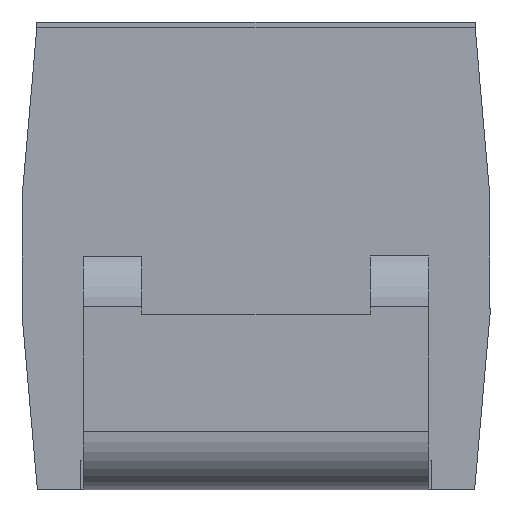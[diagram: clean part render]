
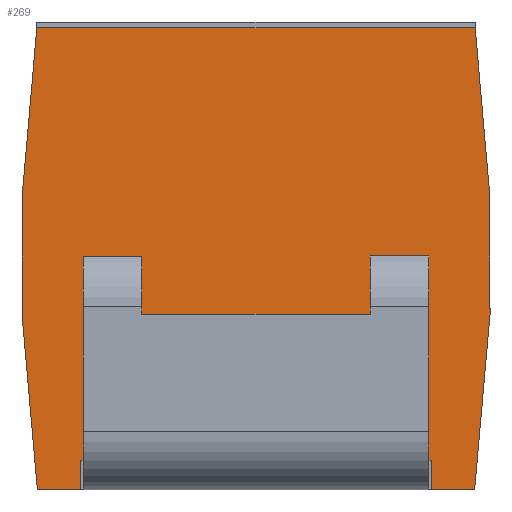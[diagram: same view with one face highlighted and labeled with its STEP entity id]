
A CAD part, left-side view. The second image highlights one B-rep face of the part: STEP entity #269.
In plain terms, the highlighted planar face has unit normal (-1, 0, 0).
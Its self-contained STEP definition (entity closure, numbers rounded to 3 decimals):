
#58 = EDGE_CURVE ( 'NONE', #80, #78, #724, .T. ) ;
#59 = ORIENTED_EDGE ( 'NONE', *, *, #222, .T. ) ;
#60 = ORIENTED_EDGE ( 'NONE', *, *, #348, .F. ) ;
#61 = VERTEX_POINT ( 'NONE', #720 ) ;
#62 = VERTEX_POINT ( 'NONE', #719 ) ;
#63 = ORIENTED_EDGE ( 'NONE', *, *, #64, .T. ) ;
#64 = EDGE_CURVE ( 'NONE', #62, #65, #718, .T. ) ;
#65 = VERTEX_POINT ( 'NONE', #761 ) ;
#66 = ORIENTED_EDGE ( 'NONE', *, *, #67, .T. ) ;
#67 = EDGE_CURVE ( 'NONE', #65, #68, #760, .T. ) ;
#68 = VERTEX_POINT ( 'NONE', #756 ) ;
#69 = ORIENTED_EDGE ( 'NONE', *, *, #70, .F. ) ;
#70 = EDGE_CURVE ( 'NONE', #71, #68, #755, .T. ) ;
#71 = VERTEX_POINT ( 'NONE', #771 ) ;
#72 = EDGE_CURVE ( 'NONE', #73, #223, #773, .T. ) ;
#73 = VERTEX_POINT ( 'NONE', #775 ) ;
#74 = VERTEX_POINT ( 'NONE', #774 ) ;
#75 = VERTEX_POINT ( 'NONE', #776 ) ;
#76 = ORIENTED_EDGE ( 'NONE', *, *, #77, .T. ) ;
#77 = EDGE_CURVE ( 'NONE', #97, #78, #779, .T. ) ;
#78 = VERTEX_POINT ( 'NONE', #789 ) ;
#79 = ORIENTED_EDGE ( 'NONE', *, *, #58, .F. ) ;
#80 = VERTEX_POINT ( 'NONE', #783 ) ;
#81 = VERTEX_POINT ( 'NONE', #784 ) ;
#82 = EDGE_CURVE ( 'NONE', #81, #328, #782, .T. ) ;
#83 = VERTEX_POINT ( 'NONE', #786 ) ;
#84 = EDGE_CURVE ( 'NONE', #83, #349, #792, .T. ) ;
#85 = ORIENTED_EDGE ( 'NONE', *, *, #322, .F. ) ;
#90 = VERTEX_POINT ( 'NONE', #827 ) ;
#91 = ORIENTED_EDGE ( 'NONE', *, *, #96, .T. ) ;
#92 = ORIENTED_EDGE ( 'NONE', *, *, #93, .T. ) ;
#93 = EDGE_CURVE ( 'NONE', #73, #74, #829, .T. ) ;
#94 = ORIENTED_EDGE ( 'NONE', *, *, #95, .T. ) ;
#95 = EDGE_CURVE ( 'NONE', #74, #62, #845, .T. ) ;
#96 = EDGE_CURVE ( 'NONE', #90, #97, #838, .T. ) ;
#97 = VERTEX_POINT ( 'NONE', #839 ) ;
#187 = EDGE_LOOP ( 'NONE', ( #406, #405, #350, #342, #60, #232, #326, #85, #323, #91, #76, #79, #59, #224, #92, #94, #63, #66, #69, #226 ) ) ;
#222 = EDGE_CURVE ( 'NONE', #80, #223, #1064, .T. ) ;
#223 = VERTEX_POINT ( 'NONE', #997 ) ;
#224 = ORIENTED_EDGE ( 'NONE', *, *, #72, .F. ) ;
#225 = VERTEX_POINT ( 'NONE', #996 ) ;
#226 = ORIENTED_EDGE ( 'NONE', *, *, #227, .F. ) ;
#227 = EDGE_CURVE ( 'NONE', #349, #71, #1034, .T. ) ;
#232 = ORIENTED_EDGE ( 'NONE', *, *, #233, .F. ) ;
#233 = EDGE_CURVE ( 'NONE', #61, #75, #1057, .T. ) ;
#269 = ADVANCED_FACE ( 'NONE', ( #1247 ), #1218, .F. ) ;
#313 = VERTEX_POINT ( 'NONE', #1343 ) ;
#322 = EDGE_CURVE ( 'NONE', #225, #313, #1415, .T. ) ;
#323 = ORIENTED_EDGE ( 'NONE', *, *, #324, .T. ) ;
#324 = EDGE_CURVE ( 'NONE', #225, #90, #1446, .T. ) ;
#326 = ORIENTED_EDGE ( 'NONE', *, *, #327, .F. ) ;
#327 = EDGE_CURVE ( 'NONE', #313, #61, #1334, .T. ) ;
#328 = VERTEX_POINT ( 'NONE', #1390 ) ;
#341 = EDGE_CURVE ( 'NONE', #328, #404, #1437, .T. ) ;
#342 = ORIENTED_EDGE ( 'NONE', *, *, #82, .F. ) ;
#348 = EDGE_CURVE ( 'NONE', #75, #81, #1370, .T. ) ;
#349 = VERTEX_POINT ( 'NONE', #1366 ) ;
#350 = ORIENTED_EDGE ( 'NONE', *, *, #341, .F. ) ;
#403 = EDGE_CURVE ( 'NONE', #404, #83, #1667, .T. ) ;
#404 = VERTEX_POINT ( 'NONE', #1663 ) ;
#405 = ORIENTED_EDGE ( 'NONE', *, *, #403, .F. ) ;
#406 = ORIENTED_EDGE ( 'NONE', *, *, #84, .F. ) ;
#717 = CARTESIAN_POINT ( 'NONE',  ( -1.5, 0.8, 0.6 ) ) ;
#718 = LINE ( 'NONE', #717, #763 ) ;
#719 = CARTESIAN_POINT ( 'NONE',  ( -1.5, 0.8, 0.6 ) ) ;
#720 = CARTESIAN_POINT ( 'NONE',  ( -1.5, -0.59, 0.8 ) ) ;
#721 = DIRECTION ( 'NONE',  ( 0., 0., -1. ) ) ;
#722 = VECTOR ( 'NONE', #721, 1000. ) ;
#723 = CARTESIAN_POINT ( 'NONE',  ( -1.5, -0.8, 1.6 ) ) ;
#724 = LINE ( 'NONE', #723, #722 ) ;
#751 = CARTESIAN_POINT ( 'NONE',  ( -1.5, -0.8, 0.6 ) ) ;
#752 = DIRECTION ( 'NONE',  ( 0., 0., -1. ) ) ;
#753 = VECTOR ( 'NONE', #752, 1000. ) ;
#754 = CARTESIAN_POINT ( 'NONE',  ( -1.5, 0.6, 0.1 ) ) ;
#755 = LINE ( 'NONE', #754, #753 ) ;
#756 = CARTESIAN_POINT ( 'NONE',  ( -1.5, 0.6, 0. ) ) ;
#757 = DIRECTION ( 'NONE',  ( 0., -1., 0. ) ) ;
#758 = VECTOR ( 'NONE', #757, 1000. ) ;
#759 = CARTESIAN_POINT ( 'NONE',  ( -1.5, 0.8, 0. ) ) ;
#760 = LINE ( 'NONE', #759, #758 ) ;
#761 = CARTESIAN_POINT ( 'NONE',  ( -1.5, 0.748, 0. ) ) ;
#762 = DIRECTION ( 'NONE',  ( 0., -0.087, -0.996 ) ) ;
#763 = VECTOR ( 'NONE', #762, 1000. ) ;
#771 = CARTESIAN_POINT ( 'NONE',  ( -1.5, 0.6, 0.1 ) ) ;
#772 = CARTESIAN_POINT ( 'NONE',  ( -1.5, 0.8, 1.58 ) ) ;
#773 = LINE ( 'NONE', #772, #778 ) ;
#774 = CARTESIAN_POINT ( 'NONE',  ( -1.5, 0.8, 1. ) ) ;
#775 = CARTESIAN_POINT ( 'NONE',  ( -1.5, 0.749, 1.58 ) ) ;
#776 = CARTESIAN_POINT ( 'NONE',  ( -1.5, -0.39, 0.8 ) ) ;
#777 = DIRECTION ( 'NONE',  ( 0., -1., 0. ) ) ;
#778 = VECTOR ( 'NONE', #777, 1000. ) ;
#779 = LINE ( 'NONE', #751, #780 ) ;
#780 = VECTOR ( 'NONE', #785, 1000. ) ;
#781 = CARTESIAN_POINT ( 'NONE',  ( -1.5, 0.39, 0.6 ) ) ;
#782 = LINE ( 'NONE', #781, #788 ) ;
#783 = CARTESIAN_POINT ( 'NONE',  ( -1.5, -0.8, 1. ) ) ;
#784 = CARTESIAN_POINT ( 'NONE',  ( -1.5, -0.39, 0.6 ) ) ;
#785 = DIRECTION ( 'NONE',  ( 0., -0.087, 0.996 ) ) ;
#786 = CARTESIAN_POINT ( 'NONE',  ( -1.5, 0.59, 0.8 ) ) ;
#787 = DIRECTION ( 'NONE',  ( 0., 1., 0. ) ) ;
#788 = VECTOR ( 'NONE', #787, 1000. ) ;
#789 = CARTESIAN_POINT ( 'NONE',  ( -1.5, -0.8, 0.6 ) ) ;
#791 = DIRECTION ( 'NONE',  ( 0., 0., -1. ) ) ;
#792 = LINE ( 'NONE', #799, #798 ) ;
#798 = VECTOR ( 'NONE', #791, 1000. ) ;
#799 = CARTESIAN_POINT ( 'NONE',  ( -1.5, 0.59, 0.8 ) ) ;
#827 = CARTESIAN_POINT ( 'NONE',  ( -1.5, -0.6, 0. ) ) ;
#829 = LINE ( 'NONE', #832, #831 ) ;
#830 = DIRECTION ( 'NONE',  ( 0., 0.087, -0.996 ) ) ;
#831 = VECTOR ( 'NONE', #830, 1000. ) ;
#832 = CARTESIAN_POINT ( 'NONE',  ( -1.5, 0.748, 1.6 ) ) ;
#833 = VECTOR ( 'NONE', #843, 1000. ) ;
#838 = LINE ( 'NONE', #842, #841 ) ;
#839 = CARTESIAN_POINT ( 'NONE',  ( -1.5, -0.748, 0. ) ) ;
#840 = DIRECTION ( 'NONE',  ( 0., -1., 0. ) ) ;
#841 = VECTOR ( 'NONE', #840, 1000. ) ;
#842 = CARTESIAN_POINT ( 'NONE',  ( -1.5, 0.8, 0. ) ) ;
#843 = DIRECTION ( 'NONE',  ( 0., 0., -1. ) ) ;
#844 = CARTESIAN_POINT ( 'NONE',  ( -1.5, 0.8, 1.6 ) ) ;
#845 = LINE ( 'NONE', #844, #833 ) ;
#996 = CARTESIAN_POINT ( 'NONE',  ( -1.5, -0.6, 0.1 ) ) ;
#997 = CARTESIAN_POINT ( 'NONE',  ( -1.5, -0.749, 1.58 ) ) ;
#1034 = LINE ( 'NONE', #1059, #1058 ) ;
#1054 = DIRECTION ( 'NONE',  ( 0., 1., 0. ) ) ;
#1055 = VECTOR ( 'NONE', #1054, 1000. ) ;
#1056 = CARTESIAN_POINT ( 'NONE',  ( -1.5, -0.39, 0.8 ) ) ;
#1057 = LINE ( 'NONE', #1056, #1055 ) ;
#1058 = VECTOR ( 'NONE', #1102, 1000. ) ;
#1059 = CARTESIAN_POINT ( 'NONE',  ( -1.5, 0.6, 0.1 ) ) ;
#1061 = DIRECTION ( 'NONE',  ( 0., 0.087, 0.996 ) ) ;
#1062 = VECTOR ( 'NONE', #1061, 1000. ) ;
#1063 = CARTESIAN_POINT ( 'NONE',  ( -1.5, -0.748, 1.6 ) ) ;
#1064 = LINE ( 'NONE', #1063, #1062 ) ;
#1102 = DIRECTION ( 'NONE',  ( 0., 1., 0. ) ) ;
#1218 = PLANE ( 'NONE',  #1263 ) ;
#1239 = DIRECTION ( 'NONE',  ( 0., 1., 0. ) ) ;
#1240 = DIRECTION ( 'NONE',  ( 1., 0., 0. ) ) ;
#1247 = FACE_OUTER_BOUND ( 'NONE', #187, .T. ) ;
#1262 = CARTESIAN_POINT ( 'NONE',  ( -1.5, 0.8, 1.6 ) ) ;
#1263 = AXIS2_PLACEMENT_3D ( 'NONE', #1262, #1240, #1239 ) ;
#1333 = CARTESIAN_POINT ( 'NONE',  ( -1.5, -0.59, 0.8 ) ) ;
#1334 = LINE ( 'NONE', #1333, #1392 ) ;
#1343 = CARTESIAN_POINT ( 'NONE',  ( -1.5, -0.59, 0.1 ) ) ;
#1366 = CARTESIAN_POINT ( 'NONE',  ( -1.5, 0.59, 0.1 ) ) ;
#1367 = DIRECTION ( 'NONE',  ( 0., 0., -1. ) ) ;
#1368 = VECTOR ( 'NONE', #1367, 1000. ) ;
#1369 = CARTESIAN_POINT ( 'NONE',  ( -1.5, -0.39, 0.6 ) ) ;
#1370 = LINE ( 'NONE', #1369, #1368 ) ;
#1390 = CARTESIAN_POINT ( 'NONE',  ( -1.5, 0.39, 0.6 ) ) ;
#1391 = DIRECTION ( 'NONE',  ( 0., 0., 1. ) ) ;
#1392 = VECTOR ( 'NONE', #1391, 1000. ) ;
#1412 = DIRECTION ( 'NONE',  ( 0., 1., 0. ) ) ;
#1413 = VECTOR ( 'NONE', #1412, 1000. ) ;
#1414 = CARTESIAN_POINT ( 'NONE',  ( -1.5, 0.6, 0.1 ) ) ;
#1415 = LINE ( 'NONE', #1414, #1413 ) ;
#1434 = DIRECTION ( 'NONE',  ( 0., 0., 1. ) ) ;
#1435 = VECTOR ( 'NONE', #1434, 1000. ) ;
#1436 = CARTESIAN_POINT ( 'NONE',  ( -1.5, 0.39, 0.6 ) ) ;
#1437 = LINE ( 'NONE', #1436, #1435 ) ;
#1443 = DIRECTION ( 'NONE',  ( 0., 0., -1. ) ) ;
#1444 = VECTOR ( 'NONE', #1443, 1000. ) ;
#1445 = CARTESIAN_POINT ( 'NONE',  ( -1.5, -0.6, 0.1 ) ) ;
#1446 = LINE ( 'NONE', #1445, #1444 ) ;
#1663 = CARTESIAN_POINT ( 'NONE',  ( -1.5, 0.39, 0.8 ) ) ;
#1664 = DIRECTION ( 'NONE',  ( 0., 1., 0. ) ) ;
#1665 = VECTOR ( 'NONE', #1664, 1000. ) ;
#1666 = CARTESIAN_POINT ( 'NONE',  ( -1.5, 0.59, 0.8 ) ) ;
#1667 = LINE ( 'NONE', #1666, #1665 ) ;
